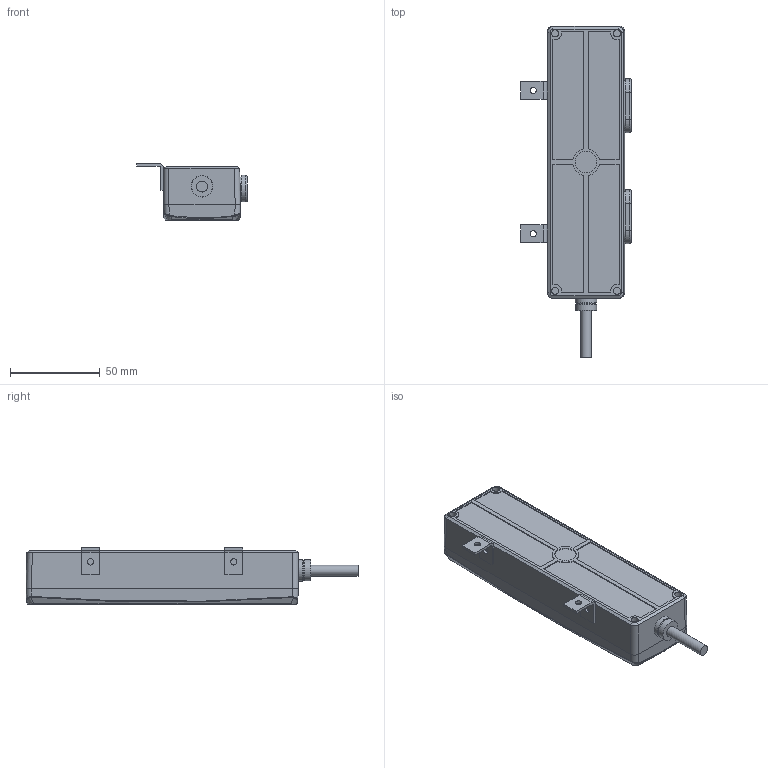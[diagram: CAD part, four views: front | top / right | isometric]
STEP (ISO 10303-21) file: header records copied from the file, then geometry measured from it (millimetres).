
FILE_DESCRIPTION(/* description */ (''),/* implementation_level */ '2;1');
FILE_NAME(/* name */ 'S002-12 3D.stp',/* time_stamp */ '2024-08-15T15:51:37+08:00',/* author */ (''),/* organization */ (''),/* preprocessor_version */ 'ST-DEVELOPER v14',/* originating_system */ 'SIEMENS PLM Software NX 8.0',/* authorisation */ '');
FILE_SCHEMA (('AUTOMOTIVE_DESIGN { 1 0 10303 214 3 1 1 1 }'));
Length unit declared in the file: millimetre
Products named in the file (1): S002-12 3D_stp
Bounding box: 61.8 x 185.34 x 31.75 mm (x, y, z)
Volume: 194308.1 mm3; surface area: 28458.9 mm2
Topology: 1 solids, 1 shells, 763 faces, 1930 edges, 1266 vertices
Faces by surface type: plane 530, cylinder 110, extrusion 56, bspline 35, torus 20, cone 12
Full cylindrical faces by diameter (mm): 3.5 x4, 4 x8, 4.2 x4, 6 x1, 9.75 x1, 11 x1, 11.75 x1, 12 x2
Entity records: 29104 total; most frequent: CARTESIAN_POINT 9220, ORIENTED_EDGE 3758, DIRECTION 3372, EDGE_CURVE 1879, VECTOR 1404, LINE 1348, VERTEX_POINT 1250, AXIS2_PLACEMENT_3D 984
